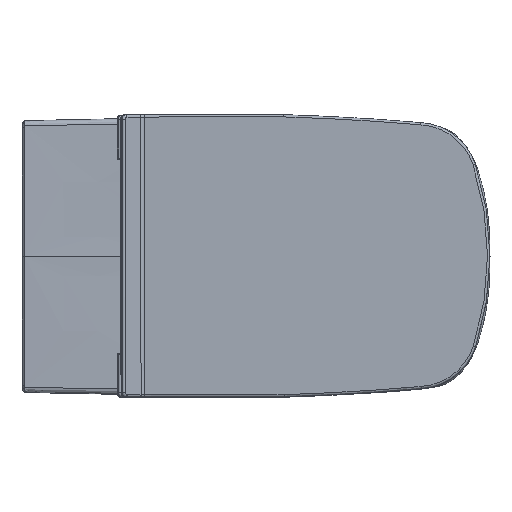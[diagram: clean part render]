
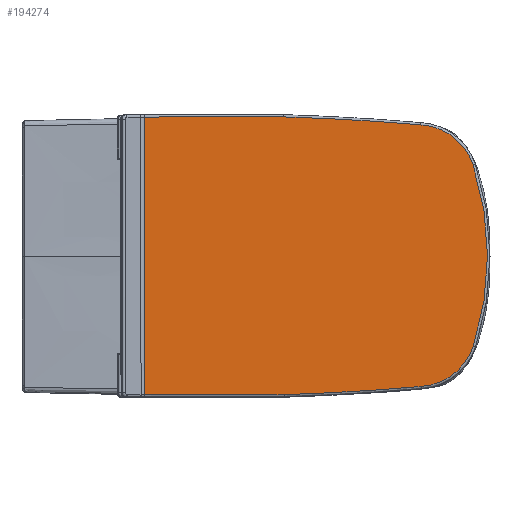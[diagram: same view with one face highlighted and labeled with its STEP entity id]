
A CAD part, top view. The second image highlights one B-rep face of the part: STEP entity #194274.
In plain terms, the highlighted face is planar.
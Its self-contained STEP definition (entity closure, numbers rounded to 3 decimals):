
#193718=CARTESIAN_POINT('',(-231.257,-5.689,66.744));
#193719=VERTEX_POINT('',#193718);
#193733=CARTESIAN_POINT('',(-162.092,-5.689,13.684));
#193734=VERTEX_POINT('',#193733);
#193735=CARTESIAN_POINT('',(-157.407,-5.689,91.401));
#193736=DIRECTION('',(0.,-1.,0.));
#193737=DIRECTION('',(-0.609,0.,-0.793));
#193738=AXIS2_PLACEMENT_3D('',#193735,#193736,#193737);
#193739=CIRCLE('',#193738,77.858);
#193740=EDGE_CURVE('',#193719,#193734,#193739,.T.);
#193768=CARTESIAN_POINT('',(19.436,-5.689,3.));
#193769=VERTEX_POINT('',#193768);
#193770=CARTESIAN_POINT('',(113.595,-5.689,3150.249));
#193771=DIRECTION('',(0.,-1.,0.));
#193772=DIRECTION('',(-0.059,0.,-0.998));
#193773=AXIS2_PLACEMENT_3D('',#193770,#193771,#193772);
#193774=CIRCLE('',#193773,3148.657);
#193775=EDGE_CURVE('',#193734,#193769,#193774,.T.);
#193802=CARTESIAN_POINT('',(204.685,-5.689,371.0));
#193803=VERTEX_POINT('',#193802);
#193811=CARTESIAN_POINT('',(19.435,-5.689,371.));
#193812=VERTEX_POINT('',#193811);
#193813=CARTESIAN_POINT('',(204.685,-5.689,371.0));
#193814=DIRECTION('',(-1.0,0.0,0.0));
#193815=VECTOR('',#193814,185.25);
#193816=LINE('',#193813,#193815);
#193817=EDGE_CURVE('',#193803,#193812,#193816,.T.);
#194108=CARTESIAN_POINT('',(204.685,-5.689,3.));
#194109=VERTEX_POINT('',#194108);
#194134=CARTESIAN_POINT('',(19.436,-5.689,3.));
#194135=DIRECTION('',(1.0,0.0,0.0));
#194136=VECTOR('',#194135,185.25);
#194137=LINE('',#194134,#194136);
#194138=EDGE_CURVE('',#193769,#194109,#194137,.T.);
#194161=CARTESIAN_POINT('',(-162.092,-5.689,360.316));
#194162=VERTEX_POINT('',#194161);
#194163=CARTESIAN_POINT('',(113.595,-5.689,-2776.249));
#194164=DIRECTION('',(0.,-1.,0.));
#194165=DIRECTION('',(-0.059,0.,0.998));
#194166=AXIS2_PLACEMENT_3D('',#194163,#194164,#194165);
#194167=CIRCLE('',#194166,3148.657);
#194168=EDGE_CURVE('',#193812,#194162,#194167,.T.);
#194193=CARTESIAN_POINT('',(-231.257,-5.689,307.256));
#194194=VERTEX_POINT('',#194193);
#194195=CARTESIAN_POINT('',(-157.407,-5.689,282.599));
#194196=DIRECTION('',(0.,-1.,0.));
#194197=DIRECTION('',(-0.609,0.,0.793));
#194198=AXIS2_PLACEMENT_3D('',#194195,#194196,#194197);
#194199=CIRCLE('',#194198,77.858);
#194200=EDGE_CURVE('',#194162,#194194,#194199,.T.);
#194244=CARTESIAN_POINT('',(138.161,-5.689,187.));
#194245=DIRECTION('',(0.0,-1.0,0.0));
#194246=DIRECTION('',(-1.0,0.0,0.0));
#194247=AXIS2_PLACEMENT_3D('',#194244,#194245,#194246);
#194248=CIRCLE('',#194247,388.498);
#194249=EDGE_CURVE('',#194194,#193719,#194248,.T.);
#194254=CARTESIAN_POINT('',(-254.405,-5.689,0.0));
#194255=DIRECTION('',(0.0,1.0,0.0));
#194256=DIRECTION('',(0.0,0.0,1.0));
#194257=AXIS2_PLACEMENT_3D('',#194254,#194255,#194256);
#194258=PLANE('',#194257);
#194259=ORIENTED_EDGE('',*,*,#194138,.F.);
#194260=ORIENTED_EDGE('',*,*,#193775,.F.);
#194261=ORIENTED_EDGE('',*,*,#193740,.F.);
#194262=ORIENTED_EDGE('',*,*,#194249,.F.);
#194263=ORIENTED_EDGE('',*,*,#194200,.F.);
#194264=ORIENTED_EDGE('',*,*,#194168,.F.);
#194265=ORIENTED_EDGE('',*,*,#193817,.F.);
#194266=CARTESIAN_POINT('',(204.685,-5.689,3.));
#194267=DIRECTION('',(0.0,0.0,1.0));
#194268=VECTOR('',#194267,368.0);
#194269=LINE('',#194266,#194268);
#194270=EDGE_CURVE('',#194109,#193803,#194269,.T.);
#194271=ORIENTED_EDGE('',*,*,#194270,.F.);
#194272=EDGE_LOOP('',(#194259,#194260,#194261,#194262,#194263,#194264,#194265,#194271));
#194273=FACE_OUTER_BOUND('',#194272,.T.);
#194274=ADVANCED_FACE('',(#194273),#194258,.T.);
